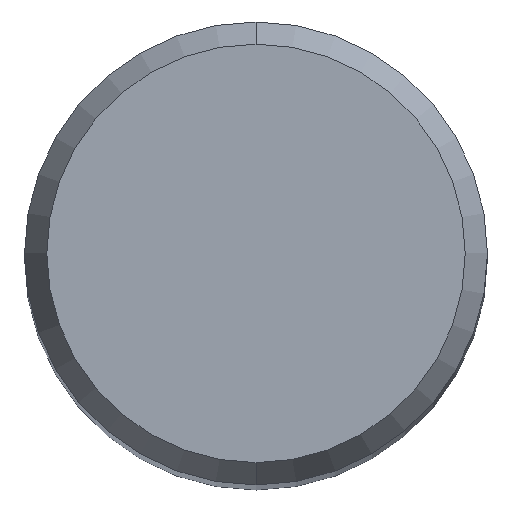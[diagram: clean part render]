
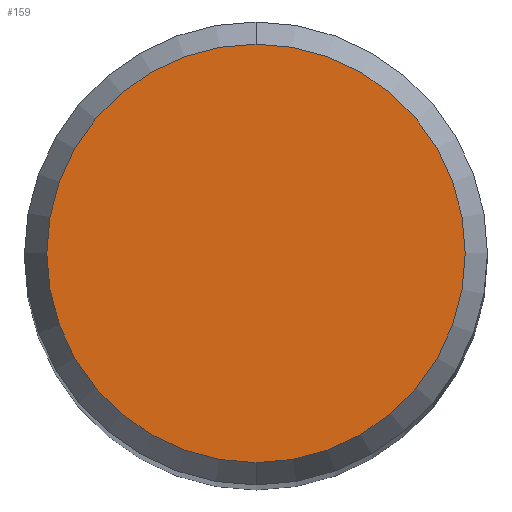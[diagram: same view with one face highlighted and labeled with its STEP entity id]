
A CAD part, top view. The second image highlights one B-rep face of the part: STEP entity #159.
In plain terms, the highlighted planar face has unit normal (0, 0, 1).
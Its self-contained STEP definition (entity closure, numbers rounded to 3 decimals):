
#153=VERTEX_POINT('',#311);
#159=ADVANCED_FACE('',(#317),#318,.T.);
#185=EDGE_CURVE('',#153,#221,#348,.T.);
#211=EDGE_CURVE('',#221,#153,#377,.T.);
#221=VERTEX_POINT('',#388);
#311=CARTESIAN_POINT('',(0.0,2.158,0.));
#317=FACE_OUTER_BOUND('',#496,.T.);
#318=PLANE('',#497);
#348=CIRCLE('',#538,2.158);
#377=CIRCLE('',#574,2.158);
#388=CARTESIAN_POINT('',(0.,-2.158,0.));
#496=EDGE_LOOP('',(#678,#679));
#497=AXIS2_PLACEMENT_3D('',#680,#681,#682);
#538=AXIS2_PLACEMENT_3D('',#728,#729,#730);
#574=AXIS2_PLACEMENT_3D('',#770,#771,#772);
#678=ORIENTED_EDGE('',*,*,#185,.F.);
#679=ORIENTED_EDGE('',*,*,#211,.F.);
#680=CARTESIAN_POINT('',(0.0,1.079,0.));
#681=DIRECTION('',(-0.0,0.0,1.0));
#682=DIRECTION('',(0.0,-1.0,0.0));
#728=CARTESIAN_POINT('',(0.0,0.0,0.));
#729=DIRECTION('',(0.0,0.0,-1.0));
#730=DIRECTION('',(0.0,1.0,0.0));
#770=CARTESIAN_POINT('',(0.0,0.0,0.));
#771=DIRECTION('',(0.0,0.0,-1.0));
#772=DIRECTION('',(0.0,1.0,0.0));
